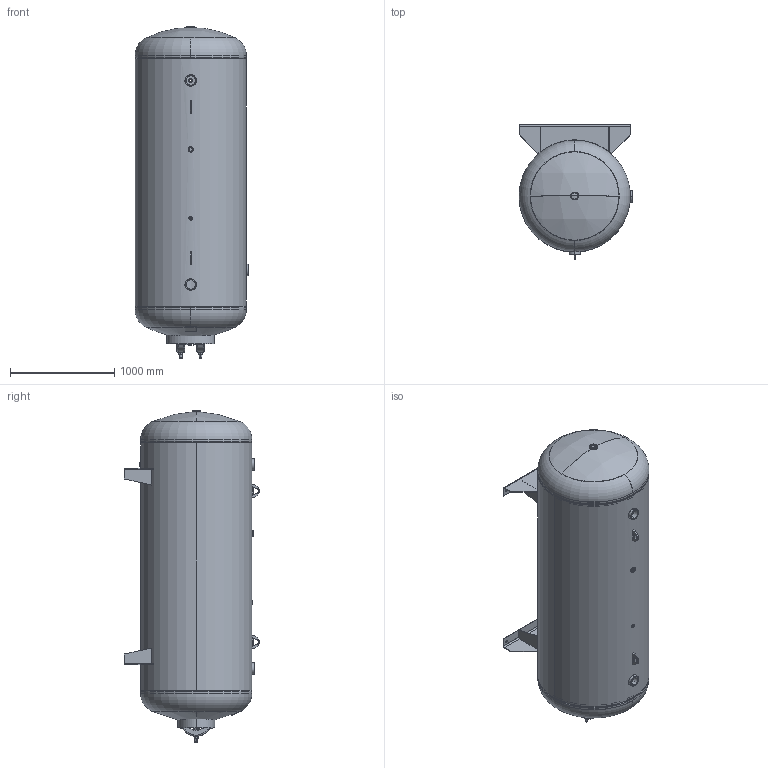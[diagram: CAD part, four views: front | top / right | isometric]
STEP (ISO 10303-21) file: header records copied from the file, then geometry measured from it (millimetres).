
FILE_DESCRIPTION (( 'STEP AP214' ), '1' );
FILE_NAME ('302491 STEP.STEP', '2025-01-23T16:30:06', ( '' ), ( '' ), 'SwSTEP 2.0', 'SolidWorks 2022', '' );
FILE_SCHEMA (( 'AUTOMOTIVE_DESIGN' ));
Length unit declared in the file: inch
Products named in the file (22): 302491-SL; A72305 CRAB; HEAD_42X265JOG; A72305 LID; A72305; PHOENIX FLAT FLANGE_0750; 302491 STEP; A72305 NUT; A72305 RING; PHOENIX FLAT FLANGE_2000O-RING; A72305 HANDLE; PHOENIX RAD FLANGE_100P705-7R; A84539; A84600; PHOENIX FLAT FLANGE_0250P391; NP-VER_42; A72305 BOLT; CPLG_3000H3K; A99177; A99178
Assembly tree (29 placements, depth 4):
  302491 STEP
    302491-SL
    HEAD_42X265JOG
    HEAD_42X265JOG
    PHOENIX FLAT FLANGE_2000O-RING
    CPLG_3000H3K  x3
    PHOENIX FLAT FLANGE_0750
    PHOENIX FLAT FLANGE_0250P391
    PHOENIX RAD FLANGE_100P705-7R
    A72305
      A72305 RING
      A72305 LID
        A72305 LID
        A72305 HANDLE
      A72305 CRAB  x2
      A72305 BOLT  x2
      A72305 NUT  x2
    A84539  x2
      A99177
      A99178
    NP-VER_42
    A84600  x2
Bounding box: 1092.2 x 1299.82 x 3181.7 mm (x, y, z)
Volume: 77586963.6 mm3; surface area: 23865883.7 mm2
Topology: 28 solids, 28 shells, 489 faces, 1170 edges, 748 vertices
Faces by surface type: plane 206, cylinder 149, torus 78, bspline 48, sphere 8
Entity records: 21358 total; most frequent: CARTESIAN_POINT 12115, DIRECTION 1732, ORIENTED_EDGE 1700, EDGE_CURVE 850, AXIS2_PLACEMENT_3D 705, VERTEX_POINT 538, EDGE_LOOP 412, CIRCLE 360
